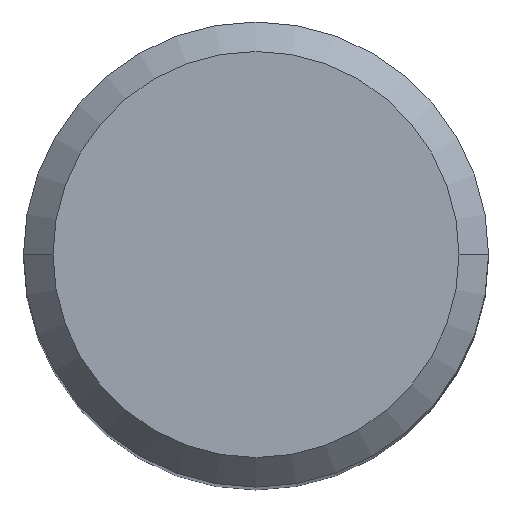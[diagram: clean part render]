
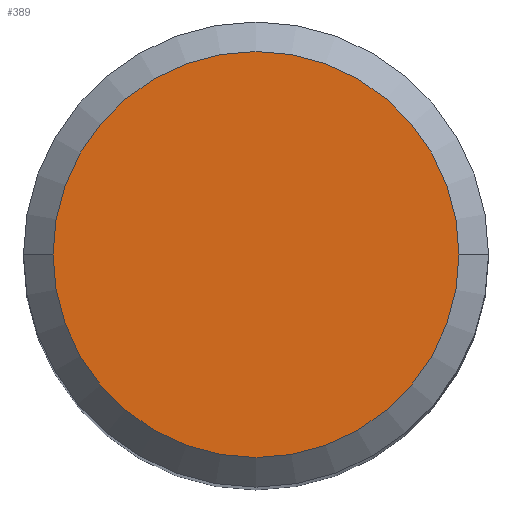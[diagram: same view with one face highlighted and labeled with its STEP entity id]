
A CAD part, top view. The second image highlights one B-rep face of the part: STEP entity #389.
In plain terms, the highlighted planar face has unit normal (0, 0, 1).
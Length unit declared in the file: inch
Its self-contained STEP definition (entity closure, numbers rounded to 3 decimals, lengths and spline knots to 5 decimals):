
#54 = AXIS2_PLACEMENT_3D ( 'NONE', #418, #102, #272 ) ;
#79 = CARTESIAN_POINT ( 'NONE',  ( 0., 0.1031, 0. ) ) ;
#102 = DIRECTION ( 'NONE',  ( 0., 0., 1. ) ) ;
#107 = PLANE ( 'NONE',  #203 ) ;
#109 = ORIENTED_EDGE ( 'NONE', *, *, #227, .T. ) ;
#113 = VERTEX_POINT ( 'NONE', #307 ) ;
#125 = CIRCLE ( 'NONE', #175, 0.1031 ) ;
#132 = DIRECTION ( 'NONE',  ( 0., 0., 1. ) ) ;
#175 = AXIS2_PLACEMENT_3D ( 'NONE', #451, #132, #239 ) ;
#203 = AXIS2_PLACEMENT_3D ( 'NONE', #79, #359, #245 ) ;
#227 = EDGE_CURVE ( 'NONE', #284, #113, #257, .T. ) ;
#230 = EDGE_CURVE ( 'NONE', #113, #284, #125, .T. ) ;
#239 = DIRECTION ( 'NONE',  ( 1., 0., 0. ) ) ;
#245 = DIRECTION ( 'NONE',  ( -1., 0., 0. ) ) ;
#257 = CIRCLE ( 'NONE', #54, 0.1031 ) ;
#272 = DIRECTION ( 'NONE',  ( 1., 0., 0. ) ) ;
#284 = VERTEX_POINT ( 'NONE', #358 ) ;
#307 = CARTESIAN_POINT ( 'NONE',  ( -0.1031, 0., 0. ) ) ;
#330 = ORIENTED_EDGE ( 'NONE', *, *, #230, .T. ) ;
#333 = EDGE_LOOP ( 'NONE', ( #330, #109 ) ) ;
#358 = CARTESIAN_POINT ( 'NONE',  ( 0.1031, 0., 0. ) ) ;
#359 = DIRECTION ( 'NONE',  ( 0., 0., -1. ) ) ;
#389 = ADVANCED_FACE ( 'NONE', ( #395 ), #107, .F. ) ;
#395 = FACE_OUTER_BOUND ( 'NONE', #333, .T. ) ;
#418 = CARTESIAN_POINT ( 'NONE',  ( 0., 0., 0. ) ) ;
#451 = CARTESIAN_POINT ( 'NONE',  ( 0., 0., 0. ) ) ;
